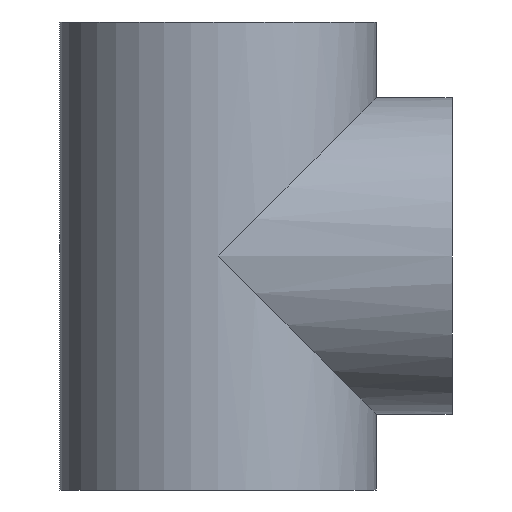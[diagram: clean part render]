
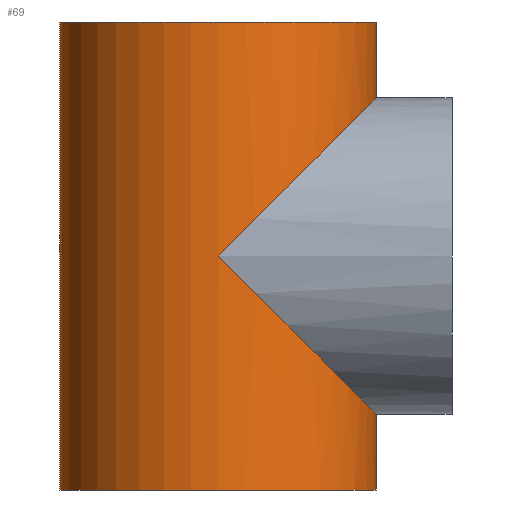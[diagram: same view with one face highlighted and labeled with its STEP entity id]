
A CAD part, front view. The second image highlights one B-rep face of the part: STEP entity #69.
In plain terms, the highlighted cylindrical face has radius 67.25 mm (diameter 134.5 mm), a partial arc.
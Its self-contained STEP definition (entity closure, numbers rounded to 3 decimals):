
#69=ADVANCED_FACE('',(#139),#140,.T.);
#139=FACE_OUTER_BOUND('',#213,.T.);
#140=CYLINDRICAL_SURFACE('',#214,67.25);
#213=EDGE_LOOP('',(#354,#355,#356,#357,#358,#359,#360));
#214=AXIS2_PLACEMENT_3D('',#361,#362,#363);
#354=ORIENTED_EDGE('',*,*,#427,.T.);
#355=ORIENTED_EDGE('',*,*,#476,.F.);
#356=ORIENTED_EDGE('',*,*,#475,.T.);
#357=ORIENTED_EDGE('',*,*,#431,.T.);
#358=ORIENTED_EDGE('',*,*,#478,.F.);
#359=ORIENTED_EDGE('',*,*,#429,.T.);
#360=ORIENTED_EDGE('',*,*,#479,.T.);
#361=CARTESIAN_POINT('',(0.0,0.0,0.0));
#362=DIRECTION('',(0.0,0.0,-1.0));
#363=DIRECTION('',(1.0,0.0,0.0));
#427=EDGE_CURVE('',#500,#501,#502,.T.);
#429=EDGE_CURVE('',#505,#503,#506,.T.);
#431=EDGE_CURVE('',#509,#507,#510,.T.);
#475=EDGE_CURVE('',#575,#509,#576,.T.);
#476=EDGE_CURVE('',#575,#501,#577,.T.);
#478=EDGE_CURVE('',#505,#507,#579,.T.);
#479=EDGE_CURVE('',#503,#500,#580,.T.);
#500=VERTEX_POINT('',#603);
#501=VERTEX_POINT('',#604);
#502=LINE('',#605,#606);
#503=VERTEX_POINT('',#607);
#505=VERTEX_POINT('',#609);
#506=LINE('',#610,#611);
#507=VERTEX_POINT('',#612);
#509=VERTEX_POINT('',#614);
#510=LINE('',#615,#616);
#575=VERTEX_POINT('',#692);
#576=ELLIPSE('',#693,95.106,67.25);
#577=ELLIPSE('',#694,95.106,67.25);
#579=CIRCLE('',#696,67.25);
#580=CIRCLE('',#697,67.25);
#603=CARTESIAN_POINT('',(67.25,0.,0.0));
#604=CARTESIAN_POINT('',(67.25,0.,32.25));
#605=CARTESIAN_POINT('',(67.25,0.,0.0));
#606=VECTOR('',#716,1.0);
#607=CARTESIAN_POINT('',(-67.25,0.,0.0));
#609=CARTESIAN_POINT('',(-67.25,0.,199.0));
#610=CARTESIAN_POINT('',(-67.25,0.,0.0));
#611=VECTOR('',#720,1.0);
#612=CARTESIAN_POINT('',(67.25,0.,199.0));
#614=CARTESIAN_POINT('',(67.25,0.,166.75));
#615=CARTESIAN_POINT('',(67.25,0.,0.0));
#616=VECTOR('',#724,1.0);
#692=CARTESIAN_POINT('',(0.,-67.25,99.5));
#693=AXIS2_PLACEMENT_3D('',#802,#803,#804);
#694=AXIS2_PLACEMENT_3D('',#805,#806,#807);
#696=AXIS2_PLACEMENT_3D('',#808,#809,#810);
#697=AXIS2_PLACEMENT_3D('',#811,#812,#813);
#716=DIRECTION('',(-0.0,-0.0,1.0));
#720=DIRECTION('',(0.0,0.0,-1.0));
#724=DIRECTION('',(-0.0,-0.0,1.0));
#802=CARTESIAN_POINT('',(0.0,0.0,99.5));
#803=DIRECTION('',(-0.707,0.0,0.707));
#804=DIRECTION('',(0.707,0.0,0.707));
#805=CARTESIAN_POINT('',(0.0,0.0,99.5));
#806=DIRECTION('',(0.707,0.0,0.707));
#807=DIRECTION('',(-0.707,0.0,0.707));
#808=CARTESIAN_POINT('',(0.0,0.0,199.0));
#809=DIRECTION('',(0.0,0.0,1.0));
#810=DIRECTION('',(1.0,0.0,0.0));
#811=CARTESIAN_POINT('',(0.0,0.0,0.0));
#812=DIRECTION('',(0.0,0.0,1.0));
#813=DIRECTION('',(1.0,0.0,0.0));
